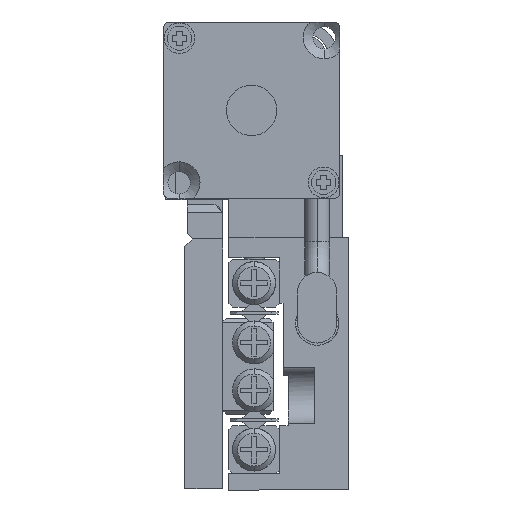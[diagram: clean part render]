
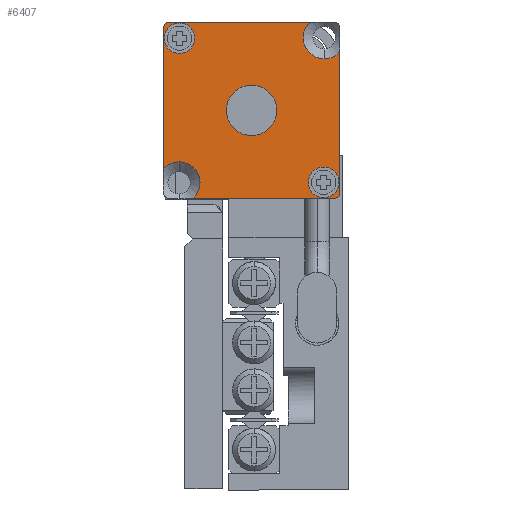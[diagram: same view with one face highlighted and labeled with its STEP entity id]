
A CAD part, left-side view. The second image highlights one B-rep face of the part: STEP entity #6407.
In plain terms, the highlighted face is planar.
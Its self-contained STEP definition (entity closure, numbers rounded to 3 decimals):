
#21 = CARTESIAN_POINT ( 'NONE',  ( 12.75, -12.75, 30. ) ) ;
#171 = DIRECTION ( 'NONE',  ( 1., 0., 0. ) ) ;
#190 = VERTEX_POINT ( 'NONE', #6844 ) ;
#271 = CARTESIAN_POINT ( 'NONE',  ( 9., -7., 30. ) ) ;
#453 = CARTESIAN_POINT ( 'NONE',  ( 7., -7., 30. ) ) ;
#466 = AXIS2_PLACEMENT_3D ( 'NONE', #11978, #23634, #7527 ) ;
#659 = VERTEX_POINT ( 'NONE', #25171 ) ;
#1299 = DIRECTION ( 'NONE',  ( 1., 0., 0. ) ) ;
#1443 = CARTESIAN_POINT ( 'NONE',  ( 0.5, -14., 30. ) ) ;
#1723 = CARTESIAN_POINT ( 'NONE',  ( 0.073, -12.714, 30. ) ) ;
#1794 = CIRCLE ( 'NONE', #13209, 1.664 ) ;
#1829 = ORIENTED_EDGE ( 'NONE', *, *, #1979, .T. ) ;
#1853 = CARTESIAN_POINT ( 'NONE',  ( 2.499, -12.714, 30. ) ) ;
#1979 = EDGE_CURVE ( 'NONE', #26687, #24309, #10228, .T. ) ;
#2145 = CIRCLE ( 'NONE', #8343, 1.664 ) ;
#2306 = ORIENTED_EDGE ( 'NONE', *, *, #3081, .F. ) ;
#2717 = CIRCLE ( 'NONE', #26539, 2. ) ;
#2859 = FACE_BOUND ( 'NONE', #26907, .T. ) ;
#2908 = VERTEX_POINT ( 'NONE', #5726 ) ;
#2969 = DIRECTION ( 'NONE',  ( 0., 0., 1. ) ) ;
#2985 = EDGE_CURVE ( 'NONE', #2908, #18437, #1794, .T. ) ;
#3050 = CARTESIAN_POINT ( 'NONE',  ( 13.927, -1.286, 30. ) ) ;
#3081 = EDGE_CURVE ( 'NONE', #13700, #190, #2717, .T. ) ;
#3156 = FACE_BOUND ( 'NONE', #27855, .T. ) ;
#3600 = DIRECTION ( 'NONE',  ( 0., -1., 0. ) ) ;
#3670 = AXIS2_PLACEMENT_3D ( 'NONE', #5015, #14410, #21424 ) ;
#3853 = AXIS2_PLACEMENT_3D ( 'NONE', #15312, #13361, #19638 ) ;
#4581 = CARTESIAN_POINT ( 'NONE',  ( 1.25, -1.25, 30. ) ) ;
#4766 = DIRECTION ( 'NONE',  ( 1., 0., 0. ) ) ;
#5015 = CARTESIAN_POINT ( 'NONE',  ( 12.714, -1.286, 30. ) ) ;
#5424 = DIRECTION ( 'NONE',  ( 0., 0., 1. ) ) ;
#5471 = DIRECTION ( 'NONE',  ( 1., 0., 0. ) ) ;
#5489 = DIRECTION ( 'NONE',  ( 1., 0., 0. ) ) ;
#5726 = CARTESIAN_POINT ( 'NONE',  ( 14., -11.652, 30. ) ) ;
#5884 = VERTEX_POINT ( 'NONE', #9121 ) ;
#6267 = DIRECTION ( 'NONE',  ( 0., 0., 1. ) ) ;
#6331 = ORIENTED_EDGE ( 'NONE', *, *, #13542, .T. ) ;
#6379 = CARTESIAN_POINT ( 'NONE',  ( 0., -13.5, 30. ) ) ;
#6407 = ADVANCED_FACE ( 'NONE', ( #28201, #28356, #2859, #3156 ), #12245, .T. ) ;
#6752 = DIRECTION ( 'NONE',  ( 0., 1., 0. ) ) ;
#6823 = CIRCLE ( 'NONE', #7303, 1.213 ) ;
#6844 = CARTESIAN_POINT ( 'NONE',  ( 5., -7., 30. ) ) ;
#6866 = EDGE_CURVE ( 'NONE', #7287, #8701, #16733, .T. ) ;
#7287 = VERTEX_POINT ( 'NONE', #1853 ) ;
#7303 = AXIS2_PLACEMENT_3D ( 'NONE', #23626, #5424, #16476 ) ;
#7460 = LINE ( 'NONE', #21617, #11341 ) ;
#7527 = DIRECTION ( 'NONE',  ( 1., 0., 0. ) ) ;
#7718 = CARTESIAN_POINT ( 'NONE',  ( 1.286, -12.714, 30. ) ) ;
#7910 = VECTOR ( 'NONE', #1299, 1000. ) ;
#8343 = AXIS2_PLACEMENT_3D ( 'NONE', #9975, #12504, #21620 ) ;
#8371 = ORIENTED_EDGE ( 'NONE', *, *, #26562, .F. ) ;
#8676 = ORIENTED_EDGE ( 'NONE', *, *, #2985, .F. ) ;
#8701 = VERTEX_POINT ( 'NONE', #1723 ) ;
#8724 = CARTESIAN_POINT ( 'NONE',  ( 11.086, -12.75, 30. ) ) ;
#9121 = CARTESIAN_POINT ( 'NONE',  ( 0., -2.348, 30. ) ) ;
#9177 = CARTESIAN_POINT ( 'NONE',  ( 13.5, 0., 30. ) ) ;
#9450 = ORIENTED_EDGE ( 'NONE', *, *, #14731, .T. ) ;
#9975 = CARTESIAN_POINT ( 'NONE',  ( 1.25, -1.25, 30. ) ) ;
#9984 = VERTEX_POINT ( 'NONE', #3050 ) ;
#10222 = VERTEX_POINT ( 'NONE', #9177 ) ;
#10228 = LINE ( 'NONE', #15000, #7910 ) ;
#10404 = AXIS2_PLACEMENT_3D ( 'NONE', #7718, #16819, #5471 ) ;
#10560 = VERTEX_POINT ( 'NONE', #22271 ) ;
#11020 = EDGE_LOOP ( 'NONE', ( #19527, #8371 ) ) ;
#11326 = AXIS2_PLACEMENT_3D ( 'NONE', #19267, #14053, #11938 ) ;
#11341 = VECTOR ( 'NONE', #16706, 1000. ) ;
#11382 = CIRCLE ( 'NONE', #466, 1.664 ) ;
#11446 = CARTESIAN_POINT ( 'NONE',  ( 0., 0., 30. ) ) ;
#11918 = ORIENTED_EDGE ( 'NONE', *, *, #25084, .T. ) ;
#11938 = DIRECTION ( 'NONE',  ( 1., 0., 0. ) ) ;
#11978 = CARTESIAN_POINT ( 'NONE',  ( 12.75, -12.75, 30. ) ) ;
#11996 = ORIENTED_EDGE ( 'NONE', *, *, #12434, .F. ) ;
#12245 = PLANE ( 'NONE',  #11326 ) ;
#12434 = EDGE_CURVE ( 'NONE', #5884, #18384, #2145, .T. ) ;
#12504 = DIRECTION ( 'NONE',  ( 0., 0., 1. ) ) ;
#12743 = ORIENTED_EDGE ( 'NONE', *, *, #15154, .T. ) ;
#13185 = CARTESIAN_POINT ( 'NONE',  ( 2.914, -1.25, 30. ) ) ;
#13209 = AXIS2_PLACEMENT_3D ( 'NONE', #21, #6267, #24485 ) ;
#13361 = DIRECTION ( 'NONE',  ( 0., 0., -1. ) ) ;
#13536 = DIRECTION ( 'NONE',  ( 1., 0., 0. ) ) ;
#13542 = EDGE_CURVE ( 'NONE', #5884, #21850, #15785, .T. ) ;
#13700 = VERTEX_POINT ( 'NONE', #271 ) ;
#14053 = DIRECTION ( 'NONE',  ( 0., 0., 1. ) ) ;
#14234 = EDGE_CURVE ( 'NONE', #18437, #24309, #11382, .T. ) ;
#14410 = DIRECTION ( 'NONE',  ( 0., 0., 1. ) ) ;
#14731 = EDGE_CURVE ( 'NONE', #10222, #659, #7460, .T. ) ;
#15000 = CARTESIAN_POINT ( 'NONE',  ( 0., -14., 30. ) ) ;
#15070 = VERTEX_POINT ( 'NONE', #27828 ) ;
#15154 = EDGE_CURVE ( 'NONE', #8701, #7287, #20421, .T. ) ;
#15207 = AXIS2_PLACEMENT_3D ( 'NONE', #25778, #16837, #5489 ) ;
#15312 = CARTESIAN_POINT ( 'NONE',  ( 1.286, -12.714, 30. ) ) ;
#15334 = CIRCLE ( 'NONE', #25809, 2. ) ;
#15785 = LINE ( 'NONE', #11446, #18396 ) ;
#15961 = DIRECTION ( 'NONE',  ( 1., 0., 0. ) ) ;
#16476 = DIRECTION ( 'NONE',  ( 1., 0., 0. ) ) ;
#16706 = DIRECTION ( 'NONE',  ( -1., 0., 0. ) ) ;
#16733 = CIRCLE ( 'NONE', #3853, 1.213 ) ;
#16819 = DIRECTION ( 'NONE',  ( 0., 0., -1. ) ) ;
#16831 = CARTESIAN_POINT ( 'NONE',  ( 11.652, -14., 30. ) ) ;
#16837 = DIRECTION ( 'NONE',  ( 0., 0., 1. ) ) ;
#17753 = CARTESIAN_POINT ( 'NONE',  ( 0.5, -13.5, 30. ) ) ;
#17945 = EDGE_CURVE ( 'NONE', #15070, #10222, #28051, .T. ) ;
#18341 = VECTOR ( 'NONE', #6752, 1000. ) ;
#18384 = VERTEX_POINT ( 'NONE', #13185 ) ;
#18396 = VECTOR ( 'NONE', #3600, 1000. ) ;
#18437 = VERTEX_POINT ( 'NONE', #8724 ) ;
#18682 = ORIENTED_EDGE ( 'NONE', *, *, #14234, .F. ) ;
#18798 = DIRECTION ( 'NONE',  ( 0., 0., 1. ) ) ;
#18921 = CIRCLE ( 'NONE', #22731, 1.664 ) ;
#19267 = CARTESIAN_POINT ( 'NONE',  ( 0., 0., 30. ) ) ;
#19527 = ORIENTED_EDGE ( 'NONE', *, *, #26987, .F. ) ;
#19638 = DIRECTION ( 'NONE',  ( 1., 0., 0. ) ) ;
#20421 = CIRCLE ( 'NONE', #10404, 1.213 ) ;
#20710 = ORIENTED_EDGE ( 'NONE', *, *, #27729, .F. ) ;
#20806 = ORIENTED_EDGE ( 'NONE', *, *, #26452, .F. ) ;
#21424 = DIRECTION ( 'NONE',  ( 1., 0., 0. ) ) ;
#21617 = CARTESIAN_POINT ( 'NONE',  ( 0., 0., 30. ) ) ;
#21620 = DIRECTION ( 'NONE',  ( 1., 0., 0. ) ) ;
#21783 = EDGE_LOOP ( 'NONE', ( #11996, #6331, #26619, #1829, #18682, #8676, #11918, #23808, #9450, #20806 ) ) ;
#21850 = VERTEX_POINT ( 'NONE', #6379 ) ;
#22271 = CARTESIAN_POINT ( 'NONE',  ( 11.501, -1.286, 30. ) ) ;
#22731 = AXIS2_PLACEMENT_3D ( 'NONE', #4581, #23068, #13536 ) ;
#22975 = CARTESIAN_POINT ( 'NONE',  ( 7., -7., 30. ) ) ;
#23068 = DIRECTION ( 'NONE',  ( 0., 0., 1. ) ) ;
#23303 = LINE ( 'NONE', #24973, #18341 ) ;
#23422 = AXIS2_PLACEMENT_3D ( 'NONE', #17753, #27288, #15961 ) ;
#23626 = CARTESIAN_POINT ( 'NONE',  ( 12.714, -1.286, 30. ) ) ;
#23634 = DIRECTION ( 'NONE',  ( 0., 0., 1. ) ) ;
#23808 = ORIENTED_EDGE ( 'NONE', *, *, #17945, .T. ) ;
#24309 = VERTEX_POINT ( 'NONE', #16831 ) ;
#24485 = DIRECTION ( 'NONE',  ( 1., 0., 0. ) ) ;
#24723 = ORIENTED_EDGE ( 'NONE', *, *, #6866, .T. ) ;
#24860 = CIRCLE ( 'NONE', #23422, 0.5 ) ;
#24973 = CARTESIAN_POINT ( 'NONE',  ( 14., 0., 30. ) ) ;
#25084 = EDGE_CURVE ( 'NONE', #2908, #15070, #23303, .T. ) ;
#25171 = CARTESIAN_POINT ( 'NONE',  ( 2.348, 0., 30. ) ) ;
#25778 = CARTESIAN_POINT ( 'NONE',  ( 13.5, -0.5, 30. ) ) ;
#25809 = AXIS2_PLACEMENT_3D ( 'NONE', #453, #2969, #4766 ) ;
#26452 = EDGE_CURVE ( 'NONE', #18384, #659, #18921, .T. ) ;
#26539 = AXIS2_PLACEMENT_3D ( 'NONE', #22975, #18798, #171 ) ;
#26562 = EDGE_CURVE ( 'NONE', #10560, #9984, #27000, .T. ) ;
#26619 = ORIENTED_EDGE ( 'NONE', *, *, #27565, .T. ) ;
#26687 = VERTEX_POINT ( 'NONE', #1443 ) ;
#26907 = EDGE_LOOP ( 'NONE', ( #20710, #2306 ) ) ;
#26987 = EDGE_CURVE ( 'NONE', #9984, #10560, #6823, .T. ) ;
#27000 = CIRCLE ( 'NONE', #3670, 1.213 ) ;
#27288 = DIRECTION ( 'NONE',  ( 0., 0., 1. ) ) ;
#27565 = EDGE_CURVE ( 'NONE', #21850, #26687, #24860, .T. ) ;
#27729 = EDGE_CURVE ( 'NONE', #190, #13700, #15334, .T. ) ;
#27828 = CARTESIAN_POINT ( 'NONE',  ( 14., -0.5, 30. ) ) ;
#27855 = EDGE_LOOP ( 'NONE', ( #24723, #12743 ) ) ;
#28051 = CIRCLE ( 'NONE', #15207, 0.5 ) ;
#28201 = FACE_BOUND ( 'NONE', #11020, .T. ) ;
#28356 = FACE_OUTER_BOUND ( 'NONE', #21783, .T. ) ;
